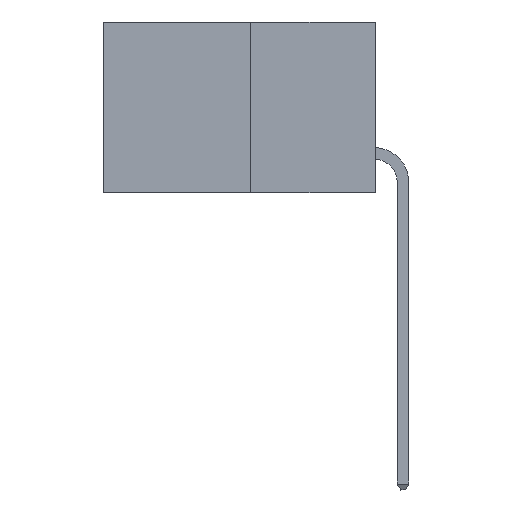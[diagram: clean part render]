
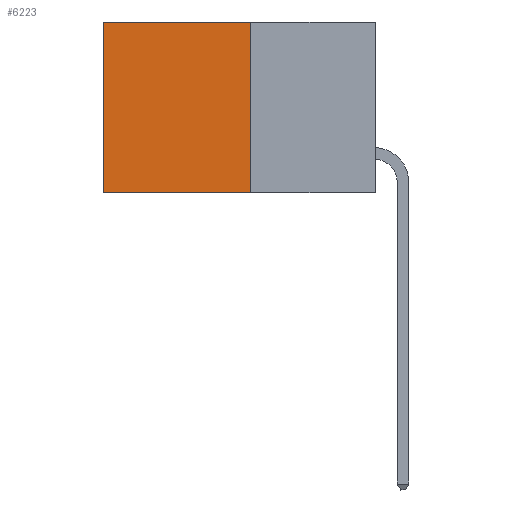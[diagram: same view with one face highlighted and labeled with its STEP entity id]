
A CAD part, left-side view. The second image highlights one B-rep face of the part: STEP entity #6223.
In plain terms, the highlighted planar face has unit normal (-1, 0, 0).
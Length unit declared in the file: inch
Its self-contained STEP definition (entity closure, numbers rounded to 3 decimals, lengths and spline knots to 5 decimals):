
#928 = LINE ( 'NONE', #24285, #6996 ) ;
#1128 = ORIENTED_EDGE ( 'NONE', *, *, #27584, .T. ) ;
#2547 = DIRECTION ( 'NONE',  ( 0., 0., -1. ) ) ;
#4762 = EDGE_CURVE ( 'NONE', #11236, #26594, #23825, .T. ) ;
#4879 = EDGE_CURVE ( 'NONE', #30517, #11236, #928, .T. ) ;
#6163 = CARTESIAN_POINT ( 'NONE',  ( 0.277, 0.59, -0.37 ) ) ;
#6223 = ADVANCED_FACE ( 'NONE', ( #32182 ), #13352, .F. ) ;
#6996 = VECTOR ( 'NONE', #25156, 39.37008 ) ;
#7884 = VERTEX_POINT ( 'NONE', #29422 ) ;
#9373 = LINE ( 'NONE', #20562, #28805 ) ;
#10566 = LINE ( 'NONE', #27879, #17383 ) ;
#11236 = VERTEX_POINT ( 'NONE', #17614 ) ;
#13192 = DIRECTION ( 'NONE',  ( 0., 0., -1. ) ) ;
#13204 = DIRECTION ( 'NONE',  ( 1., 0., 0. ) ) ;
#13235 = CARTESIAN_POINT ( 'NONE',  ( 0.277, 0.27, -0.37 ) ) ;
#13352 = PLANE ( 'NONE',  #28358 ) ;
#15265 = DIRECTION ( 'NONE',  ( 0., 1., 0. ) ) ;
#17263 = DIRECTION ( 'NONE',  ( 0., 1., 0. ) ) ;
#17383 = VECTOR ( 'NONE', #15265, 39.37008 ) ;
#17614 = CARTESIAN_POINT ( 'NONE',  ( 0.277, 0.27, -0.37 ) ) ;
#18196 = CARTESIAN_POINT ( 'NONE',  ( 0.277, 0.27, -0.37 ) ) ;
#20562 = CARTESIAN_POINT ( 'NONE',  ( 0.277, 0.59, -0.37 ) ) ;
#21951 = ORIENTED_EDGE ( 'NONE', *, *, #4762, .F. ) ;
#21953 = EDGE_CURVE ( 'NONE', #7884, #26594, #9373, .T. ) ;
#23825 = LINE ( 'NONE', #18196, #30402 ) ;
#24285 = CARTESIAN_POINT ( 'NONE',  ( 0.277, 0.27, -0.37 ) ) ;
#25156 = DIRECTION ( 'NONE',  ( 0., 0., -1. ) ) ;
#26594 = VERTEX_POINT ( 'NONE', #6163 ) ;
#27305 = CARTESIAN_POINT ( 'NONE',  ( 0.277, 0.27, 0. ) ) ;
#27584 = EDGE_CURVE ( 'NONE', #30517, #7884, #10566, .T. ) ;
#27879 = CARTESIAN_POINT ( 'NONE',  ( 0.277, 0.27, 0. ) ) ;
#28358 = AXIS2_PLACEMENT_3D ( 'NONE', #13235, #13204, #13192 ) ;
#28439 = ORIENTED_EDGE ( 'NONE', *, *, #4879, .F. ) ;
#28805 = VECTOR ( 'NONE', #2547, 39.37008 ) ;
#29422 = CARTESIAN_POINT ( 'NONE',  ( 0.277, 0.59, 0. ) ) ;
#29787 = EDGE_LOOP ( 'NONE', ( #31558, #21951, #28439, #1128 ) ) ;
#30402 = VECTOR ( 'NONE', #17263, 39.37008 ) ;
#30517 = VERTEX_POINT ( 'NONE', #27305 ) ;
#31558 = ORIENTED_EDGE ( 'NONE', *, *, #21953, .T. ) ;
#32182 = FACE_OUTER_BOUND ( 'NONE', #29787, .T. ) ;
